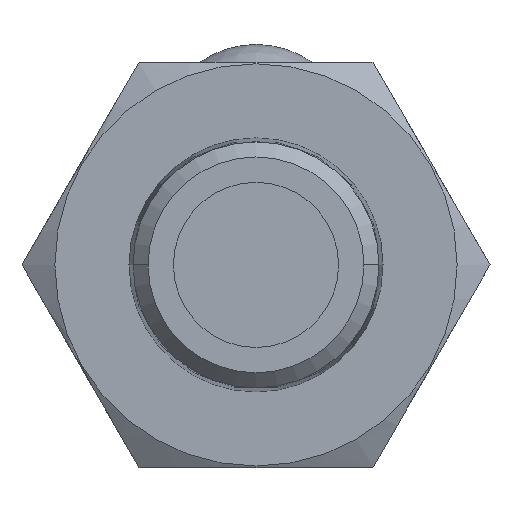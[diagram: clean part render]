
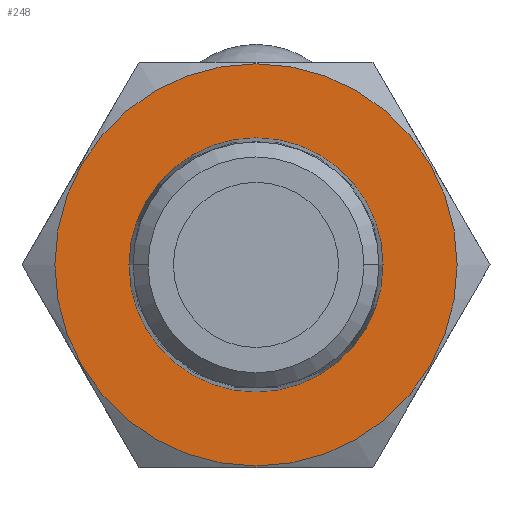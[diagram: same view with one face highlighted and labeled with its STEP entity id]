
A CAD part, front view. The second image highlights one B-rep face of the part: STEP entity #248.
In plain terms, the highlighted planar face has unit normal (0, -1, 0).
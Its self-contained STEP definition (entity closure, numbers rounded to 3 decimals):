
#120 = EDGE_CURVE ( 'NONE', #1822, #1821, #426, .T. ) ;
#144 = EDGE_CURVE ( 'NONE', #1839, #1840, #1024, .T. ) ;
#248 = ADVANCED_FACE ( 'NONE', ( #2177, #2178 ), #2493, .T. ) ;
#276 = AXIS2_PLACEMENT_3D ( 'NONE', #2646, #2647, #2648 ) ;
#280 = CIRCLE ( 'NONE', #276, 8.462 ) ;
#396 = EDGE_CURVE ( 'NONE', #1840, #1839, #280, .T. ) ;
#426 = CIRCLE ( 'NONE', #429, 13.4 ) ;
#429 = AXIS2_PLACEMENT_3D ( 'NONE', #1346, #1345, #1344 ) ;
#693 = DIRECTION ( 'NONE',  ( -1., 0., 0. ) ) ;
#694 = DIRECTION ( 'NONE',  ( 0., 1., 0. ) ) ;
#695 = CARTESIAN_POINT ( 'NONE',  ( 0., 11.5, 0. ) ) ;
#898 = AXIS2_PLACEMENT_3D ( 'NONE', #2494, #2495, #2496 ) ;
#1024 = CIRCLE ( 'NONE', #1043, 8.462 ) ;
#1043 = AXIS2_PLACEMENT_3D ( 'NONE', #695, #694, #693 ) ;
#1137 = CARTESIAN_POINT ( 'NONE',  ( 0., 11.5, 0. ) ) ;
#1138 = DIRECTION ( 'NONE',  ( 0., 1., 0. ) ) ;
#1139 = DIRECTION ( 'NONE',  ( 1., 0., 0. ) ) ;
#1300 = CARTESIAN_POINT ( 'NONE',  ( 0., 11.5, -13.4 ) ) ;
#1301 = CARTESIAN_POINT ( 'NONE',  ( 0., 11.5, 13.4 ) ) ;
#1318 = CARTESIAN_POINT ( 'NONE',  ( -8.462, 11.5, 0. ) ) ;
#1319 = CARTESIAN_POINT ( 'NONE',  ( 8.462, 11.5, 0. ) ) ;
#1344 = DIRECTION ( 'NONE',  ( 1., 0., 0. ) ) ;
#1345 = DIRECTION ( 'NONE',  ( 0., 1., 0. ) ) ;
#1346 = CARTESIAN_POINT ( 'NONE',  ( 0., 11.5, 0. ) ) ;
#1669 = EDGE_CURVE ( 'NONE', #1821, #1822, #2868, .T. ) ;
#1722 = EDGE_LOOP ( 'NONE', ( #1934, #1935 ) ) ;
#1723 = EDGE_LOOP ( 'NONE', ( #1936, #1937 ) ) ;
#1821 = VERTEX_POINT ( 'NONE', #1300 ) ;
#1822 = VERTEX_POINT ( 'NONE', #1301 ) ;
#1839 = VERTEX_POINT ( 'NONE', #1318 ) ;
#1840 = VERTEX_POINT ( 'NONE', #1319 ) ;
#1934 = ORIENTED_EDGE ( 'NONE', *, *, #1669, .F. ) ;
#1935 = ORIENTED_EDGE ( 'NONE', *, *, #120, .F. ) ;
#1936 = ORIENTED_EDGE ( 'NONE', *, *, #144, .T. ) ;
#1937 = ORIENTED_EDGE ( 'NONE', *, *, #396, .T. ) ;
#2177 = FACE_OUTER_BOUND ( 'NONE', #1722, .T. ) ;
#2178 = FACE_BOUND ( 'NONE', #1723, .T. ) ;
#2493 = PLANE ( 'NONE',  #898 ) ;
#2494 = CARTESIAN_POINT ( 'NONE',  ( 8.462, 11.5, 0. ) ) ;
#2495 = DIRECTION ( 'NONE',  ( 0., -1., 0. ) ) ;
#2496 = DIRECTION ( 'NONE',  ( 1., 0., 0. ) ) ;
#2646 = CARTESIAN_POINT ( 'NONE',  ( 0., 11.5, 0. ) ) ;
#2647 = DIRECTION ( 'NONE',  ( 0., 1., 0. ) ) ;
#2648 = DIRECTION ( 'NONE',  ( -1., 0., 0. ) ) ;
#2868 = CIRCLE ( 'NONE', #2874, 13.4 ) ;
#2874 = AXIS2_PLACEMENT_3D ( 'NONE', #1137, #1138, #1139 ) ;
